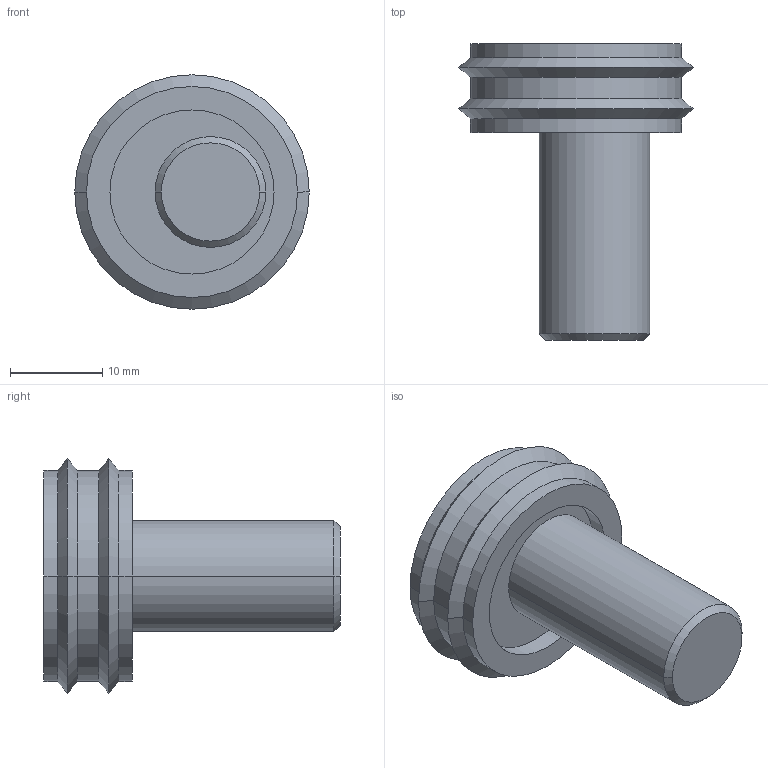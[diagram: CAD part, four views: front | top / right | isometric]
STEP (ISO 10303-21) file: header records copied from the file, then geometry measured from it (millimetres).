
FILE_DESCRIPTION(('STEP AP214'),'1');
FILE_NAME(' ',' ',('TraceParts'),('TraceParts S.A.'),'XStep 1.0',' ',' ');
FILE_SCHEMA(('automotive_design'));
Length unit declared in the file: millimetre
Products named in the file (2): 1; 2
Bounding box: 25.4 x 32.1 x 25.4 mm (x, y, z)
Volume: 5934.7 mm3; surface area: 3843.6 mm2
Topology: 2 solids, 2 shells, 37 faces, 76 edges, 46 vertices
Faces by surface type: cylinder 14, plane 13, cone 10
Entity records: 1913 total; most frequent: DIRECTION 188, CARTESIAN_POINT 161, STYLED_ITEM 159, PRESENTATION_STYLE_ASSIGNMENT 159, COLOUR_RGB 159, ORIENTED_EDGE 152, EDGE_CURVE 76, CURVE_STYLE 76
